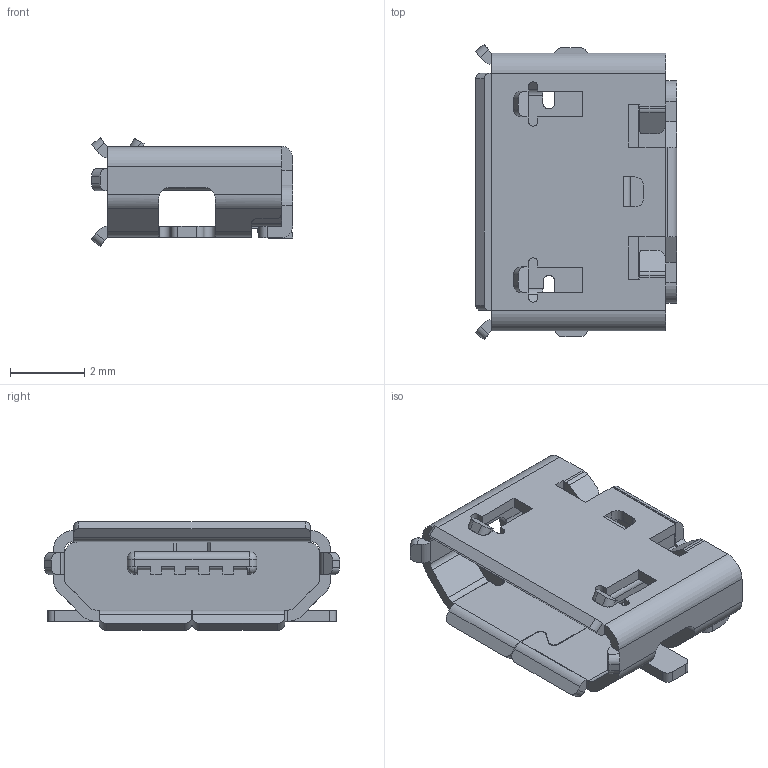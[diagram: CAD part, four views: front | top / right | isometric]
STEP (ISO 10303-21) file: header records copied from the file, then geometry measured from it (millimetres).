
FILE_DESCRIPTION(('FreeCAD Model'),'2;1');
FILE_NAME('USB-micro-B.step', '2016-06-08T16:31:47',('Author'),(''), 'Open CASCADE STEP processor 6.8','FreeCAD','Unknown');
FILE_SCHEMA(('AUTOMOTIVE_DESIGN_CC2 { 1 2 10303 214 -1 1 5 4 }'));
Length unit declared in the file: inch
Products named in the file (5): ASSEMBLY; Part-pads; Contacts; Chassis; inner
Assembly tree (4 placements, depth 2):
  ASSEMBLY
    Part-pads
    Contacts
    Chassis
    inner
Bounding box: 5.44 x 7.98 x 2.94 mm (x, y, z)
Volume: 44.3 mm3; surface area: 292.2 mm2
Topology: 14 solids, 14 shells, 468 faces, 1315 edges, 863 vertices
Faces by surface type: plane 338, cylinder 126, sphere 4
Entity records: 34990 total; most frequent: CARTESIAN_POINT 9183, DIRECTION 4631, LINE 3047, VECTOR 3047, ORIENTED_EDGE 2622, PCURVE 2622, DEFINITIONAL_REPRESENTATION 2622, EDGE_CURVE 1311
